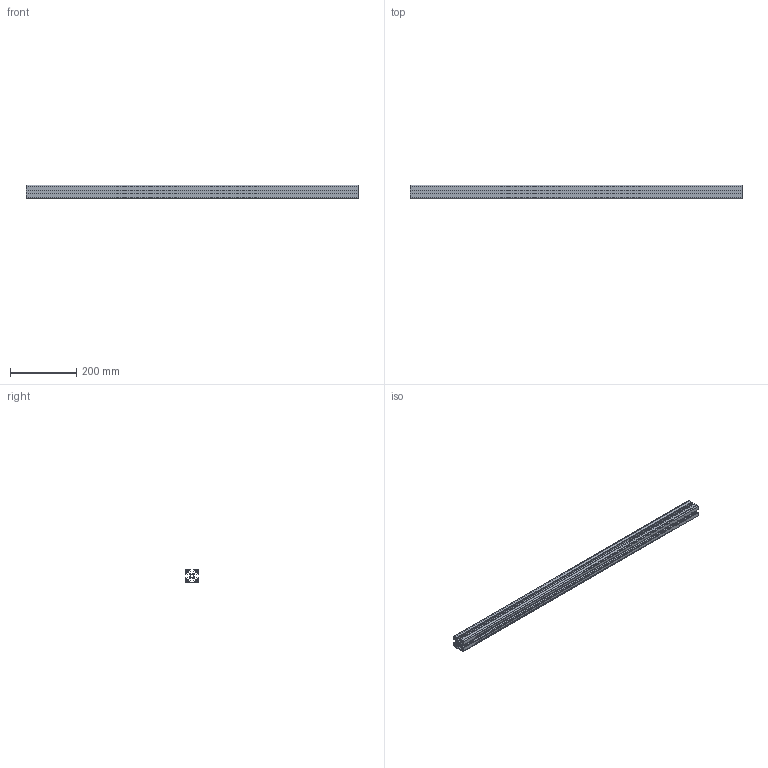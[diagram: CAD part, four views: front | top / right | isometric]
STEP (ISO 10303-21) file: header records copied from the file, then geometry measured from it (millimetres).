
FILE_DESCRIPTION(('STEP AP214'),'1');
FILE_NAME('cctmp_2ADF38ED-9B21-44F8-81B2-D369C3E82F24_2020_1_20_10_0_14_324..stp','2020-01-20T09:00:14',('Bosch Rexroth AG'),('CADClick - www.CADClick.com'),'Spatial InterOp 3D',' ','unknown authorization - (Healing Option Enabled)');
FILE_SCHEMA(('AUTOMOTIVE_DESIGN'));
Length unit declared in the file: millimetre
Products named in the file (1): 2020_01_20__10-00-14-324
Bounding box: 1000 x 40 x 40 mm (x, y, z)
Volume: 571697.5 mm3; surface area: 539618.9 mm2
Topology: 1 solids, 1 shells, 130 faces, 384 edges, 256 vertices
Faces by surface type: plane 114, cylinder 16
Entity records: 5368 total; most frequent: CARTESIAN_POINT 771, ORIENTED_EDGE 768, DIRECTION 678, EDGE_CURVE 384, LINE 352, VECTOR 352, VERTEX_POINT 256, AXIS2_PLACEMENT_3D 163
